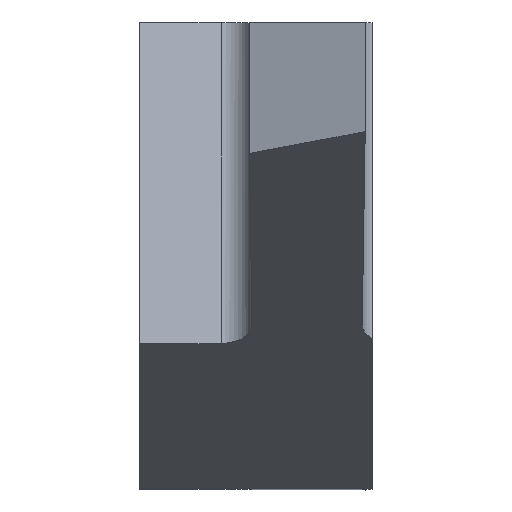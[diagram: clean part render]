
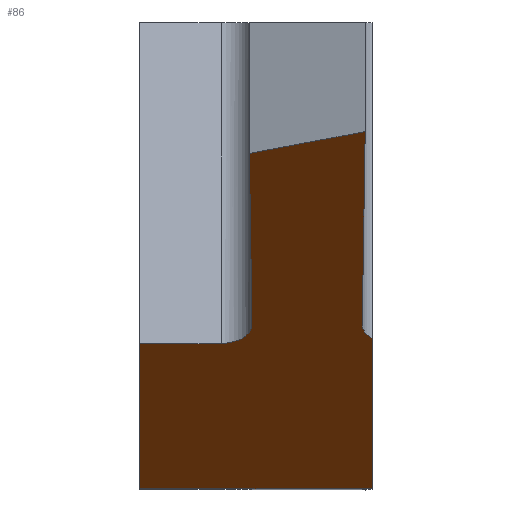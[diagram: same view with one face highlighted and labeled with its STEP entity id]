
A CAD part, top view. The second image highlights one B-rep face of the part: STEP entity #86.
In plain terms, the highlighted planar face has unit normal (0, -0.819, 0.574).
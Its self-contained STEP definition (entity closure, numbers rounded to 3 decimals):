
#3 = DIRECTION ( 'NONE',  ( 0.009, 0.574, 0.819 ) ) ;
#10 = CARTESIAN_POINT ( 'NONE',  ( 1.052, -1.132, 3.614 ) ) ;
#11 = ORIENTED_EDGE ( 'NONE', *, *, #153, .T. ) ;
#45 = CARTESIAN_POINT ( 'NONE',  ( 3., 1.824, 7.835 ) ) ;
#59 = CARTESIAN_POINT ( 'NONE',  ( 0., -3., 0.946 ) ) ;
#67 = LINE ( 'NONE', #366, #241 ) ;
#86 = ADVANCED_FACE ( 'NONE', ( #555 ), #304, .F. ) ;
#88 = CARTESIAN_POINT ( 'NONE',  ( 2.914, -1.022, 3.77 ) ) ;
#89 = ORIENTED_EDGE ( 'NONE', *, *, #464, .T. ) ;
#92 = ORIENTED_EDGE ( 'NONE', *, *, #162, .F. ) ;
#100 = EDGE_CURVE ( 'NONE', #308, #432, #355, .T. ) ;
#116 = ORIENTED_EDGE ( 'NONE', *, *, #631, .T. ) ;
#118 = EDGE_CURVE ( 'NONE', #474, #557, #603, .T. ) ;
#147 = DIRECTION ( 'NONE',  ( -1., 0., 0. ) ) ;
#153 = EDGE_CURVE ( 'NONE', #321, #423, #360, .T. ) ;
#162 = EDGE_CURVE ( 'NONE', #627, #474, #67, .T. ) ;
#164 = CARTESIAN_POINT ( 'NONE',  ( 3., -3., 0.946 ) ) ;
#181 = CARTESIAN_POINT ( 'NONE',  ( 2.906, 1.588, 7.499 ) ) ;
#185 = VERTEX_POINT ( 'NONE', #257 ) ;
#187 = CARTESIAN_POINT ( 'NONE',  ( 2.91, 1.824, 7.835 ) ) ;
#190 = CARTESIAN_POINT ( 'NONE',  ( 1.415, 1.309, 7.099 ) ) ;
#211 = CARTESIAN_POINT ( 'NONE',  ( 1.451, -1.03, 3.759 ) ) ;
#226 = DIRECTION ( 'NONE',  ( 0., 0.574, 0.819 ) ) ;
#239 = CARTESIAN_POINT ( 'NONE',  ( 2.868, -0.889, 3.961 ) ) ;
#241 = VECTOR ( 'NONE', #558, 1000. ) ;
#250 = CARTESIAN_POINT ( 'NONE',  ( 1.448, -0.89, 3.96 ) ) ;
#251 = VECTOR ( 'NONE', #404, 1000. ) ;
#257 = CARTESIAN_POINT ( 'NONE',  ( 1.448, -0.89, 3.96 ) ) ;
#261 = AXIS2_PLACEMENT_3D ( 'NONE', #45, #325, #226 ) ;
#273 = CARTESIAN_POINT ( 'NONE',  ( 1.052, -1.132, 3.614 ) ) ;
#294 = CARTESIAN_POINT ( 'NONE',  ( 3.045, -1.122, 3.628 ) ) ;
#301 = DIRECTION ( 'NONE',  ( 0., -0.574, -0.819 ) ) ;
#304 = PLANE ( 'NONE',  #261 ) ;
#305 =( BOUNDED_CURVE ( )  B_SPLINE_CURVE ( 3, ( #250, #211, #415, #10 ),
 .UNSPECIFIED., .F., .F. ) 
 B_SPLINE_CURVE_WITH_KNOTS ( ( 4, 4 ),
 ( 4.703, 6.275 ),
 .UNSPECIFIED. ) 
 CURVE ( )  GEOMETRIC_REPRESENTATION_ITEM ( )  RATIONAL_B_SPLINE_CURVE ( ( 1., 0.805, 0.805, 1. ) ) 
 REPRESENTATION_ITEM ( '' )  );
#308 = VERTEX_POINT ( 'NONE', #273 ) ;
#321 = VERTEX_POINT ( 'NONE', #181 ) ;
#325 = DIRECTION ( 'NONE',  ( 0., 0.819, -0.574 ) ) ;
#331 = VECTOR ( 'NONE', #301, 1000. ) ;
#333 =( BOUNDED_CURVE ( )  B_SPLINE_CURVE ( 3, ( #436, #88, #637, #239 ),
 .UNSPECIFIED., .F., .F. ) 
 B_SPLINE_CURVE_WITH_KNOTS ( ( 4, 4 ),
 ( 0.734, 1.58 ),
 .UNSPECIFIED. ) 
 CURVE ( )  GEOMETRIC_REPRESENTATION_ITEM ( )  RATIONAL_B_SPLINE_CURVE ( ( 1., 0.941, 0.941, 1. ) ) 
 REPRESENTATION_ITEM ( '' )  );
#352 = CARTESIAN_POINT ( 'NONE',  ( 2.868, -0.889, 3.961 ) ) ;
#355 = LINE ( 'NONE', #294, #251 ) ;
#360 = LINE ( 'NONE', #421, #589 ) ;
#366 = CARTESIAN_POINT ( 'NONE',  ( 3., 1.824, 7.835 ) ) ;
#375 = ORIENTED_EDGE ( 'NONE', *, *, #398, .T. ) ;
#376 = DIRECTION ( 'NONE',  ( -0.95, -0.178, -0.255 ) ) ;
#398 = EDGE_CURVE ( 'NONE', #627, #509, #333, .T. ) ;
#404 = DIRECTION ( 'NONE',  ( -1., -0.005, -0.007 ) ) ;
#415 = CARTESIAN_POINT ( 'NONE',  ( 1.286, -1.131, 3.616 ) ) ;
#418 = LINE ( 'NONE', #511, #430 ) ;
#421 = CARTESIAN_POINT ( 'NONE',  ( 3.112, 1.627, 7.554 ) ) ;
#423 = VERTEX_POINT ( 'NONE', #190 ) ;
#430 = VECTOR ( 'NONE', #459, 1000. ) ;
#432 = VERTEX_POINT ( 'NONE', #639 ) ;
#436 = CARTESIAN_POINT ( 'NONE',  ( 3., -1.069, 3.704 ) ) ;
#444 = CARTESIAN_POINT ( 'NONE',  ( 3., -3., 0.946 ) ) ;
#450 = LINE ( 'NONE', #187, #540 ) ;
#453 = ORIENTED_EDGE ( 'NONE', *, *, #100, .T. ) ;
#459 = DIRECTION ( 'NONE',  ( 0.009, -0.574, -0.819 ) ) ;
#464 = EDGE_CURVE ( 'NONE', #509, #321, #450, .T. ) ;
#472 = EDGE_LOOP ( 'NONE', ( #116, #453, #526, #622, #92, #375, #89, #11, #544 ) ) ;
#474 = VERTEX_POINT ( 'NONE', #444 ) ;
#501 = VECTOR ( 'NONE', #147, 1000. ) ;
#509 = VERTEX_POINT ( 'NONE', #352 ) ;
#511 = CARTESIAN_POINT ( 'NONE',  ( 1.407, 1.816, 7.823 ) ) ;
#522 = EDGE_CURVE ( 'NONE', #432, #557, #551, .T. ) ;
#526 = ORIENTED_EDGE ( 'NONE', *, *, #522, .T. ) ;
#540 = VECTOR ( 'NONE', #3, 1000. ) ;
#544 = ORIENTED_EDGE ( 'NONE', *, *, #564, .T. ) ;
#546 = CARTESIAN_POINT ( 'NONE',  ( 0., 1.824, 7.835 ) ) ;
#551 = LINE ( 'NONE', #546, #331 ) ;
#555 = FACE_OUTER_BOUND ( 'NONE', #472, .T. ) ;
#557 = VERTEX_POINT ( 'NONE', #59 ) ;
#558 = DIRECTION ( 'NONE',  ( 0., -0.574, -0.819 ) ) ;
#564 = EDGE_CURVE ( 'NONE', #423, #185, #418, .T. ) ;
#589 = VECTOR ( 'NONE', #376, 1000. ) ;
#603 = LINE ( 'NONE', #164, #501 ) ;
#610 = CARTESIAN_POINT ( 'NONE',  ( 3., -1.069, 3.704 ) ) ;
#622 = ORIENTED_EDGE ( 'NONE', *, *, #118, .F. ) ;
#627 = VERTEX_POINT ( 'NONE', #610 ) ;
#631 = EDGE_CURVE ( 'NONE', #185, #308, #305, .T. ) ;
#637 = CARTESIAN_POINT ( 'NONE',  ( 2.867, -0.958, 3.862 ) ) ;
#639 = CARTESIAN_POINT ( 'NONE',  ( 0., -1.137, 3.607 ) ) ;
